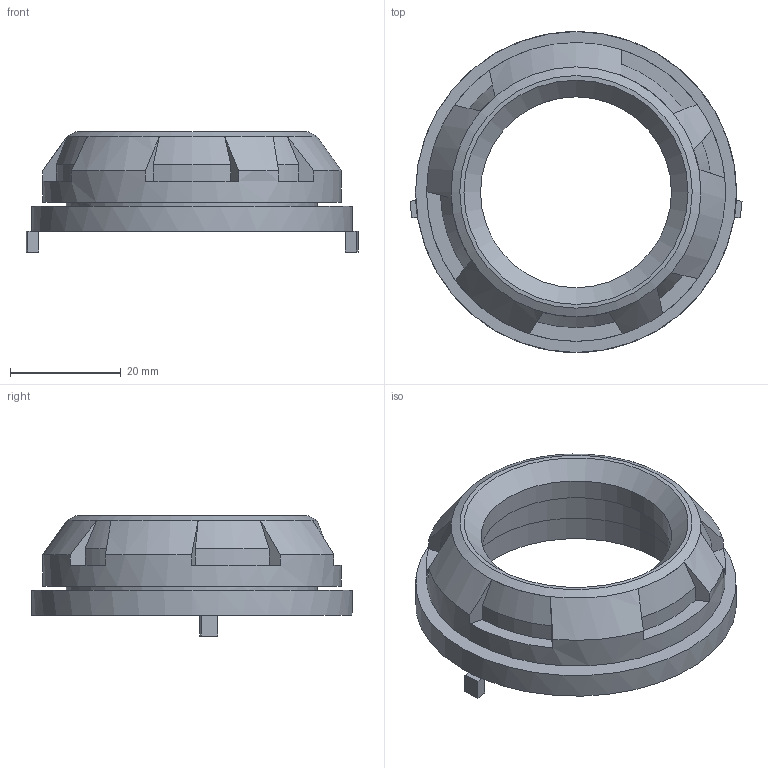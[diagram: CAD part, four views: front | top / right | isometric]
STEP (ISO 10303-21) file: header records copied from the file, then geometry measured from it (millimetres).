
FILE_DESCRIPTION(/* description */ (''),/* implementation_level */ '2;1');
FILE_NAME(/* name */ 'Akira_board v185.step',/* time_stamp */ '2023-03-04T01:12:51+09:00',/* author */ (''),/* organization */ (''),/* preprocessor_version */ 'ST-DEVELOPER v19.2',/* originating_system */ 'Autodesk Translation Framework v11.17.0.187',/* authorisation */ '');
FILE_SCHEMA (('AUTOMOTIVE_DESIGN { 1 0 10303 214 3 1 1 }'));
Length unit declared in the file: millimetre
Products named in the file (1): Akira_board
Bounding box: 59.98 x 58 x 21.7 mm (x, y, z)
Volume: 16920.4 mm3; surface area: 12360.7 mm2
Topology: 3 solids, 3 shells, 82 faces, 231 edges, 156 vertices
Faces by surface type: plane 58, cylinder 15, cone 9
Full cylindrical faces by diameter (mm): 34.5 x1, 40.6 x2, 45.5 x1, 54 x1, 58 x1
Entity records: 2692 total; most frequent: CARTESIAN_POINT 544, ORIENTED_EDGE 462, DIRECTION 421, EDGE_CURVE 231, VERTEX_POINT 156, AXIS2_PLACEMENT_3D 144, LINE 133, VECTOR 133
